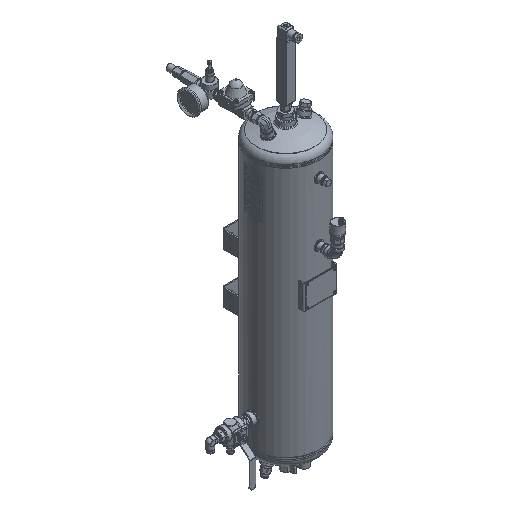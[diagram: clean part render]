
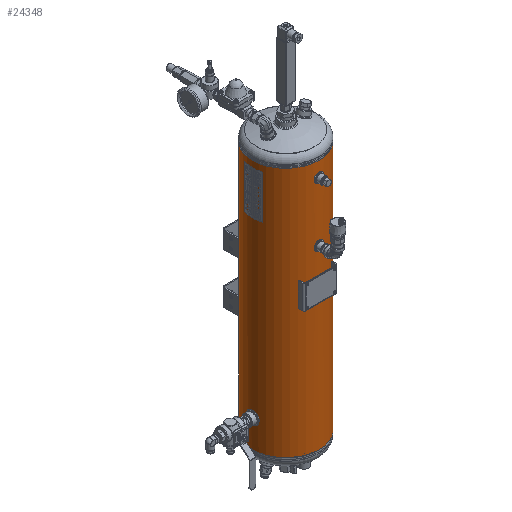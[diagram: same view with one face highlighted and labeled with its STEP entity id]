
A CAD part, isometric view. The second image highlights one B-rep face of the part: STEP entity #24348.
In plain terms, the highlighted cylindrical face has radius 100 mm (diameter 200 mm), a partial arc.
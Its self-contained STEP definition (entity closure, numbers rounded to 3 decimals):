
#1693=B_SPLINE_CURVE_WITH_KNOTS('',3,(#44169,#44170,#44171,#44172,#44173,
#44174,#44175,#44176,#44177,#44178,#44179,#44180,#44181,#44182,#44183,#44184,
#44185,#44186,#44187),.UNSPECIFIED.,.T.,.F.,(1,1,1,1,1,1,1,1,1,1,1,1,1,
1,1,1,1,1,1,1,1,1,1),(-0.012,-0.008,-0.004,
0.,0.004,0.008,0.012,
0.016,0.02,0.023,0.027,
0.031,0.035,0.039,0.043,
0.047,0.051,0.055,0.059,
0.063,0.066,0.07,0.074),
 .UNSPECIFIED.);
#1694=B_SPLINE_CURVE_WITH_KNOTS('',3,(#44189,#44190,#44191,#44192,#44193,
#44194,#44195,#44196,#44197,#44198,#44199,#44200,#44201,#44202,#44203,#44204,
#44205,#44206,#44207),.UNSPECIFIED.,.T.,.F.,(1,1,1,1,1,1,1,1,1,1,1,1,1,
1,1,1,1,1,1,1,1,1,1),(-0.012,-0.008,-0.004,
0.,0.004,0.008,0.012,0.016,
0.02,0.023,0.027,0.031,
0.035,0.039,0.043,0.047,
0.051,0.055,0.059,0.063,
0.066,0.07,0.074),.UNSPECIFIED.);
#1695=B_SPLINE_CURVE_WITH_KNOTS('',3,(#44209,#44210,#44211,#44212,#44213,
#44214,#44215,#44216,#44217,#44218,#44219,#44220,#44221,#44222,#44223,#44224,
#44225,#44226,#44227),.UNSPECIFIED.,.T.,.F.,(1,1,1,1,1,1,1,1,1,1,1,1,1,
1,1,1,1,1,1,1,1,1,1),(-0.018,-0.012,-0.006,
0.,0.006,0.012,0.018,
0.023,0.029,0.035,0.041,
0.047,0.053,0.059,0.065,
0.07,0.076,0.082,0.088,
0.094,0.1,0.106,0.112),
 .UNSPECIFIED.);
#2777=LINE('',#44229,#3973);
#2778=LINE('',#44234,#3974);
#3973=VECTOR('',#37358,1000.);
#3974=VECTOR('',#37361,1000.);
#5174=ORIENTED_EDGE('',*,*,#12092,.T.);
#5175=ORIENTED_EDGE('',*,*,#12093,.T.);
#5176=ORIENTED_EDGE('',*,*,#12094,.T.);
#5177=ORIENTED_EDGE('',*,*,#12095,.T.);
#5178=ORIENTED_EDGE('',*,*,#12096,.T.);
#5179=ORIENTED_EDGE('',*,*,#12097,.F.);
#5180=ORIENTED_EDGE('',*,*,#12098,.F.);
#12092=EDGE_CURVE('',#15551,#15551,#1693,.T.);
#12093=EDGE_CURVE('',#15552,#15552,#1694,.T.);
#12094=EDGE_CURVE('',#15553,#15553,#1695,.T.);
#12095=EDGE_CURVE('',#15554,#15555,#2777,.T.);
#12096=EDGE_CURVE('',#15555,#15556,#17964,.T.);
#12097=EDGE_CURVE('',#15557,#15556,#2778,.T.);
#12098=EDGE_CURVE('',#15554,#15557,#17965,.T.);
#15551=VERTEX_POINT('',#44188);
#15552=VERTEX_POINT('',#44208);
#15553=VERTEX_POINT('',#44228);
#15554=VERTEX_POINT('',#44230);
#15555=VERTEX_POINT('',#44231);
#15556=VERTEX_POINT('',#44233);
#15557=VERTEX_POINT('',#44235);
#17964=CIRCLE('',#34573,100.);
#17965=CIRCLE('',#34574,100.);
#19110=EDGE_LOOP('',(#5174));
#19111=EDGE_LOOP('',(#5175));
#19112=EDGE_LOOP('',(#5176));
#19113=EDGE_LOOP('',(#5177,#5178,#5179,#5180));
#21516=FACE_BOUND('',#19110,.T.);
#21517=FACE_BOUND('',#19111,.T.);
#21518=FACE_BOUND('',#19112,.T.);
#21519=FACE_BOUND('',#19113,.T.);
#23924=CYLINDRICAL_SURFACE('',#34572,100.);
#24348=ADVANCED_FACE('',(#21516,#21517,#21518,#21519),#23924,.T.);
#34572=AXIS2_PLACEMENT_3D('',#44168,#37356,#37357);
#34573=AXIS2_PLACEMENT_3D('',#44232,#37359,#37360);
#34574=AXIS2_PLACEMENT_3D('',#44236,#37362,#37363);
#37356=DIRECTION('',(0.,-1.,0.));
#37357=DIRECTION('',(0.,0.,-1.));
#37358=DIRECTION('',(0.,-1.,0.));
#37359=DIRECTION('',(0.,1.,0.));
#37360=DIRECTION('',(1.,0.,0.));
#37361=DIRECTION('',(0.,-1.,0.));
#37362=DIRECTION('',(0.,1.,0.));
#37363=DIRECTION('',(1.,0.,0.));
#44168=CARTESIAN_POINT('',(0.,750.,0.));
#44169=CARTESIAN_POINT('',(-9.473,48.444,-99.554));
#44170=CARTESIAN_POINT('',(-10.262,44.497,-99.471));
#44171=CARTESIAN_POINT('',(-9.477,40.569,-99.553));
#44172=CARTESIAN_POINT('',(-7.254,37.244,-99.75));
#44173=CARTESIAN_POINT('',(-3.93,35.023,-99.946));
#44174=CARTESIAN_POINT('',(-0.006,34.24,-100.027));
#44175=CARTESIAN_POINT('',(3.922,35.019,-99.946));
#44176=CARTESIAN_POINT('',(7.252,37.242,-99.75));
#44177=CARTESIAN_POINT('',(9.478,40.57,-99.553));
#44178=CARTESIAN_POINT('',(10.26,44.496,-99.472));
#44179=CARTESIAN_POINT('',(9.481,48.422,-99.553));
#44180=CARTESIAN_POINT('',(7.262,51.747,-99.749));
#44181=CARTESIAN_POINT('',(3.94,53.974,-99.945));
#44182=CARTESIAN_POINT('',(0.01,54.761,-100.027));
#44183=CARTESIAN_POINT('',(-3.923,53.981,-99.946));
#44184=CARTESIAN_POINT('',(-7.249,51.759,-99.75));
#44185=CARTESIAN_POINT('',(-9.473,48.444,-99.554));
#44186=CARTESIAN_POINT('',(-10.262,44.497,-99.471));
#44187=CARTESIAN_POINT('',(-9.477,40.569,-99.553));
#44188=CARTESIAN_POINT('',(-10.,44.5,-99.499));
#44189=CARTESIAN_POINT('',(-9.473,224.444,-99.554));
#44190=CARTESIAN_POINT('',(-10.262,220.497,-99.471));
#44191=CARTESIAN_POINT('',(-9.477,216.569,-99.553));
#44192=CARTESIAN_POINT('',(-7.254,213.244,-99.75));
#44193=CARTESIAN_POINT('',(-3.93,211.023,-99.946));
#44194=CARTESIAN_POINT('',(-0.006,210.24,-100.027));
#44195=CARTESIAN_POINT('',(3.922,211.019,-99.946));
#44196=CARTESIAN_POINT('',(7.252,213.242,-99.75));
#44197=CARTESIAN_POINT('',(9.478,216.57,-99.553));
#44198=CARTESIAN_POINT('',(10.26,220.496,-99.472));
#44199=CARTESIAN_POINT('',(9.481,224.422,-99.553));
#44200=CARTESIAN_POINT('',(7.262,227.747,-99.749));
#44201=CARTESIAN_POINT('',(3.94,229.974,-99.945));
#44202=CARTESIAN_POINT('',(0.01,230.761,-100.027));
#44203=CARTESIAN_POINT('',(-3.923,229.981,-99.946));
#44204=CARTESIAN_POINT('',(-7.249,227.759,-99.75));
#44205=CARTESIAN_POINT('',(-9.473,224.444,-99.554));
#44206=CARTESIAN_POINT('',(-10.262,220.497,-99.471));
#44207=CARTESIAN_POINT('',(-9.477,216.569,-99.553));
#44208=CARTESIAN_POINT('',(-10.,220.5,-99.499));
#44209=CARTESIAN_POINT('',(-98.994,672.42,14.208));
#44210=CARTESIAN_POINT('',(-98.806,666.495,15.395));
#44211=CARTESIAN_POINT('',(-98.993,660.6,14.214));
#44212=CARTESIAN_POINT('',(-99.436,655.617,10.88));
#44213=CARTESIAN_POINT('',(-99.878,652.286,5.9));
#44214=CARTESIAN_POINT('',(-100.061,651.109,0.009));
#44215=CARTESIAN_POINT('',(-99.879,652.279,-5.887));
#44216=CARTESIAN_POINT('',(-99.437,655.615,-10.879));
#44217=CARTESIAN_POINT('',(-98.992,660.601,-14.215));
#44218=CARTESIAN_POINT('',(-98.807,666.494,-15.391));
#44219=CARTESIAN_POINT('',(-98.992,672.387,-14.219));
#44220=CARTESIAN_POINT('',(-99.435,677.371,-10.892));
#44221=CARTESIAN_POINT('',(-99.877,680.709,-5.914));
#44222=CARTESIAN_POINT('',(-100.061,681.893,-0.013));
#44223=CARTESIAN_POINT('',(-99.878,680.72,5.889));
#44224=CARTESIAN_POINT('',(-99.437,677.387,10.874));
#44225=CARTESIAN_POINT('',(-98.994,672.42,14.208));
#44226=CARTESIAN_POINT('',(-98.806,666.495,15.395));
#44227=CARTESIAN_POINT('',(-98.993,660.6,14.214));
#44228=CARTESIAN_POINT('',(-98.869,666.5,15.));
#44229=CARTESIAN_POINT('',(0.254,801.561,100.));
#44230=CARTESIAN_POINT('',(0.254,750.,100.));
#44231=CARTESIAN_POINT('',(0.254,0.,100.));
#44232=CARTESIAN_POINT('',(0.,0.,0.));
#44233=CARTESIAN_POINT('',(-0.254,0.,100.));
#44234=CARTESIAN_POINT('',(-0.254,801.561,100.));
#44235=CARTESIAN_POINT('',(-0.254,750.,100.));
#44236=CARTESIAN_POINT('',(0.,750.,0.));
